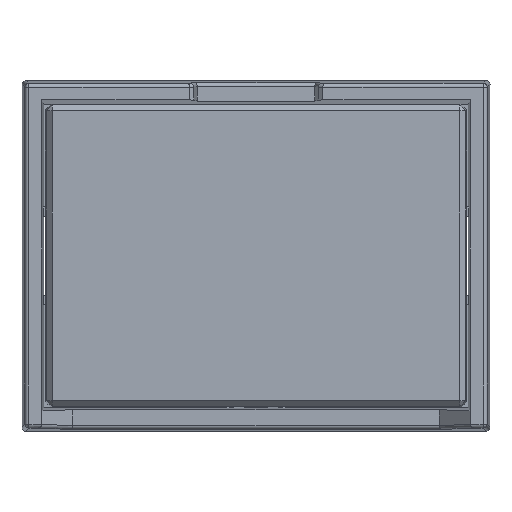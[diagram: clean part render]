
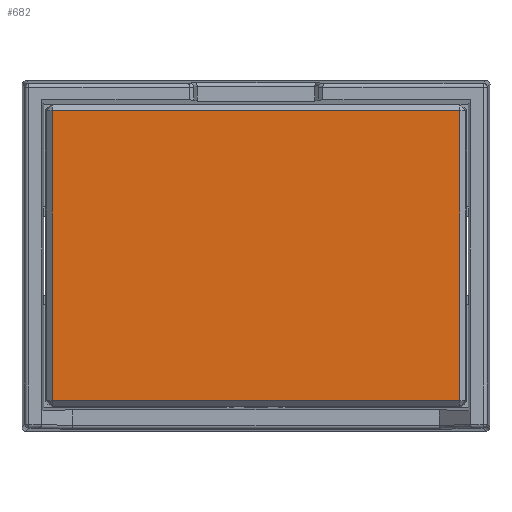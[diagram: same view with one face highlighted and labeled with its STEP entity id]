
A CAD part, top view. The second image highlights one B-rep face of the part: STEP entity #682.
In plain terms, the highlighted planar face has unit normal (0, 0, 1).
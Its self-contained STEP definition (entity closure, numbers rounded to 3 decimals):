
#68 = VERTEX_POINT ( 'NONE', #403 ) ;
#336 = VERTEX_POINT ( 'NONE', #8289 ) ;
#403 = CARTESIAN_POINT ( 'NONE',  ( -10.404, -7.404, 9. ) ) ;
#654 = VECTOR ( 'NONE', #2243, 1000. ) ;
#682 = ADVANCED_FACE ( 'NONE', ( #2408 ), #4976, .F. ) ;
#727 = EDGE_LOOP ( 'NONE', ( #5730, #8304, #7747, #3931 ) ) ;
#1407 = CARTESIAN_POINT ( 'NONE',  ( 0.062, -7.404, 9. ) ) ;
#1682 = EDGE_CURVE ( 'NONE', #68, #336, #5462, .T. ) ;
#1775 = DIRECTION ( 'NONE',  ( 0., 0., -1. ) ) ;
#2243 = DIRECTION ( 'NONE',  ( 0., -1., 0. ) ) ;
#2265 = DIRECTION ( 'NONE',  ( 0., 1., 0. ) ) ;
#2408 = FACE_OUTER_BOUND ( 'NONE', #727, .T. ) ;
#3057 = LINE ( 'NONE', #5627, #3335 ) ;
#3157 = EDGE_CURVE ( 'NONE', #68, #5690, #7157, .T. ) ;
#3307 = VECTOR ( 'NONE', #2265, 1000. ) ;
#3335 = VECTOR ( 'NONE', #8184, 1000. ) ;
#3504 = VERTEX_POINT ( 'NONE', #6503 ) ;
#3835 = AXIS2_PLACEMENT_3D ( 'NONE', #7527, #1775, #4341 ) ;
#3931 = ORIENTED_EDGE ( 'NONE', *, *, #1682, .F. ) ;
#3975 = DIRECTION ( 'NONE',  ( 1., 0., 0. ) ) ;
#4341 = DIRECTION ( 'NONE',  ( 0., 1., 0. ) ) ;
#4381 = EDGE_CURVE ( 'NONE', #336, #3504, #3057, .T. ) ;
#4976 = PLANE ( 'NONE',  #3835 ) ;
#5055 = EDGE_CURVE ( 'NONE', #3504, #5690, #5437, .T. ) ;
#5203 = CARTESIAN_POINT ( 'NONE',  ( 10.404, -7.404, 9. ) ) ;
#5437 = LINE ( 'NONE', #7988, #654 ) ;
#5462 = LINE ( 'NONE', #8013, #3307 ) ;
#5627 = CARTESIAN_POINT ( 'NONE',  ( 0., 7.404, 9. ) ) ;
#5690 = VERTEX_POINT ( 'NONE', #5203 ) ;
#5729 = VECTOR ( 'NONE', #3975, 1000. ) ;
#5730 = ORIENTED_EDGE ( 'NONE', *, *, #3157, .T. ) ;
#6503 = CARTESIAN_POINT ( 'NONE',  ( 10.404, 7.404, 9. ) ) ;
#7157 = LINE ( 'NONE', #1407, #5729 ) ;
#7527 = CARTESIAN_POINT ( 'NONE',  ( -10.404, -7.404, 9. ) ) ;
#7747 = ORIENTED_EDGE ( 'NONE', *, *, #4381, .F. ) ;
#7988 = CARTESIAN_POINT ( 'NONE',  ( 10.404, -0.044, 9. ) ) ;
#8013 = CARTESIAN_POINT ( 'NONE',  ( -10.404, 0., 9. ) ) ;
#8184 = DIRECTION ( 'NONE',  ( 1., 0., 0. ) ) ;
#8289 = CARTESIAN_POINT ( 'NONE',  ( -10.404, 7.404, 9. ) ) ;
#8304 = ORIENTED_EDGE ( 'NONE', *, *, #5055, .F. ) ;
